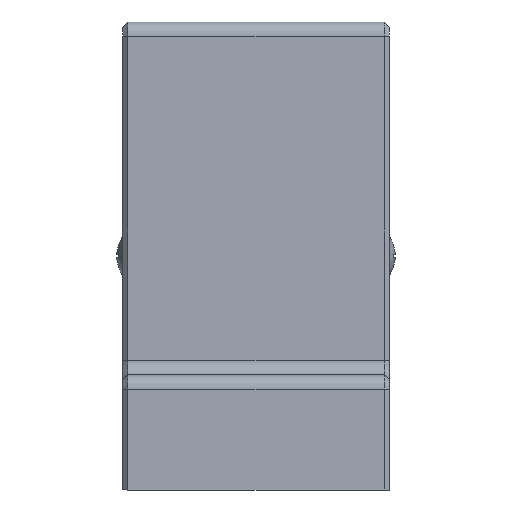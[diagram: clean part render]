
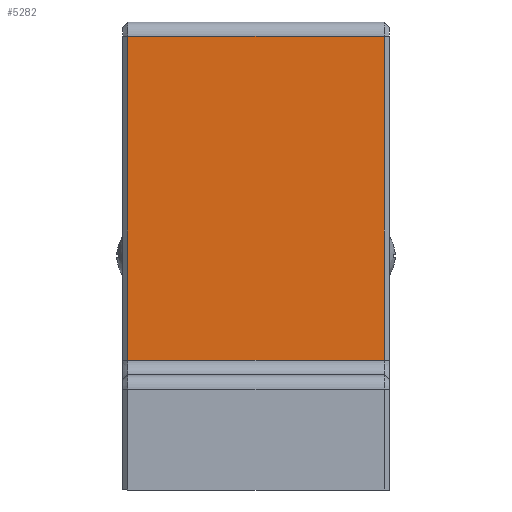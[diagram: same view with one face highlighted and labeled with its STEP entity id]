
A CAD part, front view. The second image highlights one B-rep face of the part: STEP entity #5282.
In plain terms, the highlighted planar face has unit normal (0, -1, 0).
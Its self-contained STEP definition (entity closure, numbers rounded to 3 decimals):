
#5049=CARTESIAN_POINT('',(17.8,-32.5,18.));
#5050=VERTEX_POINT('',#5049);
#5099=CARTESIAN_POINT('',(17.8,-32.5,63.));
#5100=VERTEX_POINT('',#5099);
#5107=CARTESIAN_POINT('',(17.8,-32.5,63.));
#5108=DIRECTION('',(0.0,0.0,-1.0));
#5109=VECTOR('',#5108,45.);
#5110=LINE('',#5107,#5109);
#5111=EDGE_CURVE('',#5100,#5050,#5110,.T.);
#5239=CARTESIAN_POINT('',(-17.8,-32.5,18.));
#5240=VERTEX_POINT('',#5239);
#5250=CARTESIAN_POINT('',(-17.8,-32.5,18.));
#5251=DIRECTION('',(1.0,0.0,0.0));
#5252=VECTOR('',#5251,35.6);
#5253=LINE('',#5250,#5252);
#5254=EDGE_CURVE('',#5240,#5050,#5253,.T.);
#5259=CARTESIAN_POINT('',(0.0,-32.5,65.));
#5260=DIRECTION('',(0.0,1.0,0.0));
#5261=DIRECTION('',(0.0,0.0,1.0));
#5262=AXIS2_PLACEMENT_3D('',#5259,#5260,#5261);
#5263=PLANE('',#5262);
#5264=CARTESIAN_POINT('',(-17.8,-32.5,63.));
#5265=VERTEX_POINT('',#5264);
#5266=CARTESIAN_POINT('',(-17.8,-32.5,18.));
#5267=DIRECTION('',(0.0,0.0,1.0));
#5268=VECTOR('',#5267,45.);
#5269=LINE('',#5266,#5268);
#5270=EDGE_CURVE('',#5240,#5265,#5269,.T.);
#5271=ORIENTED_EDGE('',*,*,#5270,.F.);
#5272=ORIENTED_EDGE('',*,*,#5254,.T.);
#5273=ORIENTED_EDGE('',*,*,#5111,.F.);
#5274=CARTESIAN_POINT('',(17.8,-32.5,63.));
#5275=DIRECTION('',(-1.0,0.0,0.0));
#5276=VECTOR('',#5275,35.6);
#5277=LINE('',#5274,#5276);
#5278=EDGE_CURVE('',#5100,#5265,#5277,.T.);
#5279=ORIENTED_EDGE('',*,*,#5278,.T.);
#5280=EDGE_LOOP('',(#5271,#5272,#5273,#5279));
#5281=FACE_OUTER_BOUND('',#5280,.T.);
#5282=ADVANCED_FACE('',(#5281),#5263,.F.);
